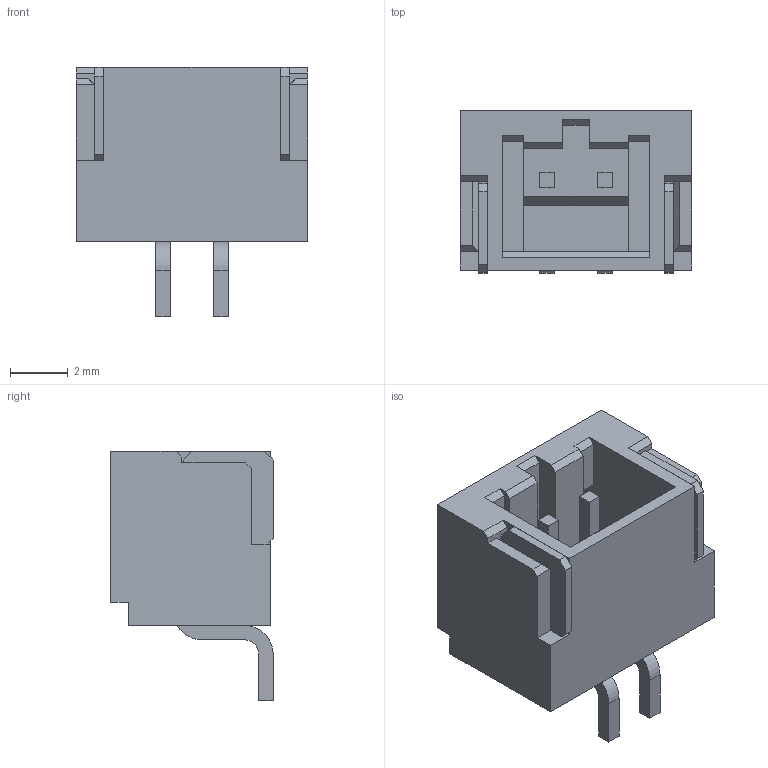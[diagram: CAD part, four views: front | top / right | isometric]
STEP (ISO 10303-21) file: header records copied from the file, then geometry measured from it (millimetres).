
FILE_DESCRIPTION((''),'2;1');
FILE_NAME('C-1734827-2','2019-11-22T00:46:15',('workeradm'),('TE Connectivity Ltd.'),'CREO PARAMETRIC BY PTC INC, 2019030','CREO PARAMETRIC BY PTC INC, 2019030','');
FILE_SCHEMA(('AUTOMOTIVE_DESIGN { 1 0 10303 214 1 1 1 1 }'));
Length unit declared in the file: millimetre
Products named in the file (1): C-1734827-2
Bounding box: 8 x 5.6 x 8.6 mm (x, y, z)
Volume: 161.8 mm3; surface area: 396.1 mm2
Topology: 1 solids, 1 shells, 105 faces, 304 edges, 202 vertices
Faces by surface type: plane 99, cylinder 6
Entity records: 3802 total; most frequent: CARTESIAN_POINT 613, ORIENTED_EDGE 608, DIRECTION 526, EDGE_CURVE 304, VECTOR 292, LINE 292, VERTEX_POINT 202, COLOUR_RGB 126
